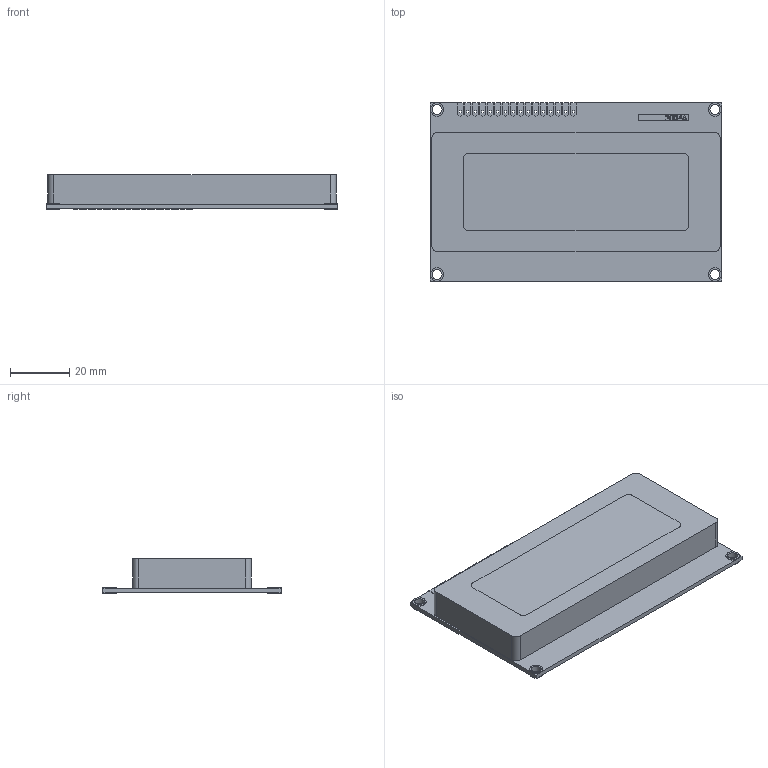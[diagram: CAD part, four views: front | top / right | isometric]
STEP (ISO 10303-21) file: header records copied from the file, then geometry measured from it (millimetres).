
FILE_DESCRIPTION(/* description */ (''),/* implementation_level */ '2;1');
FILE_NAME(/* name */ 'Part1_Pantalla_LCD_20x4.stp',/* time_stamp */ '2022-08-03T17:24:39-05:00',/* author */ ('Tecneu'),/* organization */ (''),/* preprocessor_version */ 'ST-DEVELOPER v18.1',/* originating_system */ 'Autodesk Inventor 2021',/* authorisation */ '');
FILE_SCHEMA (('AUTOMOTIVE_DESIGN { 1 0 10303 214 3 1 1 }'));
Length unit declared in the file: millimetre
Products named in the file (1): Part1_Pantalla_LCD_20x4
Bounding box: 97.9 x 60 x 11.75 mm (x, y, z)
Volume: 39698.5 mm3; surface area: 20301.8 mm2
Topology: 2 solids, 2 shells, 366 faces, 1038 edges, 688 vertices
Faces by surface type: plane 307, bspline 35, cylinder 24
Full cylindrical faces by diameter (mm): 3.3 x4, 4.5 x8
Entity records: 12337 total; most frequent: CARTESIAN_POINT 2548, ORIENTED_EDGE 2076, DIRECTION 1700, EDGE_CURVE 1038, LINE 900, VECTOR 900, VERTEX_POINT 688, EDGE_LOOP 418
